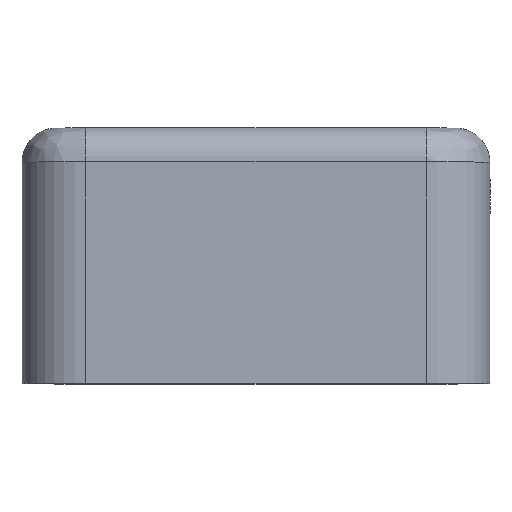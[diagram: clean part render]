
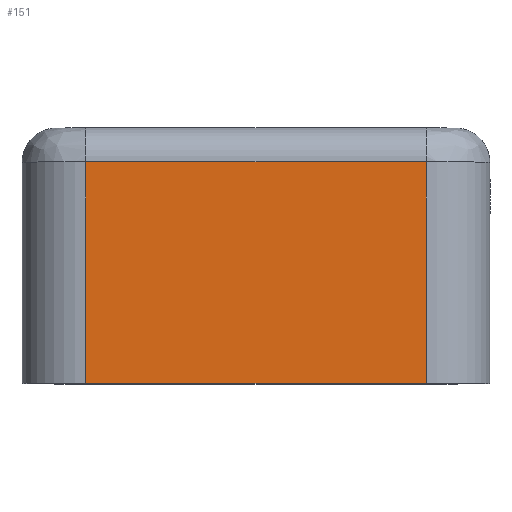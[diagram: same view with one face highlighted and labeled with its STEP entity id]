
A CAD part, top view. The second image highlights one B-rep face of the part: STEP entity #151.
In plain terms, the highlighted planar face has unit normal (0, 0, 1).
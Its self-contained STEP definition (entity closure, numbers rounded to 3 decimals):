
#151 = ADVANCED_FACE( 'NONE', ( #337 ), #338, .T. );
#337 = FACE_OUTER_BOUND( '', #594, .T. );
#338 = PLANE( '', #595 );
#594 = EDGE_LOOP( '', ( #1054, #1055, #1056, #1057 ) );
#595 = AXIS2_PLACEMENT_3D( '', #1058, #1059, #1060 );
#1054 = ORIENTED_EDGE( '', *, *, #1502, .T. );
#1055 = ORIENTED_EDGE( '', *, *, #1503, .F. );
#1056 = ORIENTED_EDGE( '', *, *, #1405, .F. );
#1057 = ORIENTED_EDGE( '', *, *, #1499, .T. );
#1058 = CARTESIAN_POINT( '', ( -4., 0., 5.5 ) );
#1059 = DIRECTION( '', ( 0., 0., 1. ) );
#1060 = DIRECTION( '', ( 1., 0., 0. ) );
#1405 = EDGE_CURVE( 'NONE', #1699, #1700, #1701, .T. );
#1499 = EDGE_CURVE( 'NONE', #1699, #1835, #1837, .T. );
#1502 = EDGE_CURVE( 'NONE', #1835, #1840, #1841, .T. );
#1503 = EDGE_CURVE( 'NONE', #1700, #1840, #1842, .T. );
#1699 = VERTEX_POINT( 'NONE', #2077 );
#1700 = VERTEX_POINT( 'NONE', #2078 );
#1701 = LINE( '', #2079, #2080 );
#1835 = VERTEX_POINT( 'NONE', #2247 );
#1837 = LINE( '', #2249, #2250 );
#1840 = VERTEX_POINT( 'NONE', #2253 );
#1841 = LINE( '', #2254, #2255 );
#1842 = LINE( '', #2256, #2257 );
#2077 = CARTESIAN_POINT( '', ( -4., -0.8, 5.5 ) );
#2078 = CARTESIAN_POINT( '', ( 4., -0.8, 5.5 ) );
#2079 = CARTESIAN_POINT( '', ( -4., -0.8, 5.5 ) );
#2080 = VECTOR( '', #2457, 1000. );
#2247 = CARTESIAN_POINT( '', ( -4., -6., 5.5 ) );
#2249 = CARTESIAN_POINT( '', ( -4., 0., 5.5 ) );
#2250 = VECTOR( '', #2611, 1000. );
#2253 = CARTESIAN_POINT( '', ( 4., -6., 5.5 ) );
#2254 = CARTESIAN_POINT( '', ( -4., -6., 5.5 ) );
#2255 = VECTOR( '', #2615, 1000. );
#2256 = CARTESIAN_POINT( '', ( 4., 0., 5.5 ) );
#2257 = VECTOR( '', #2616, 1000. );
#2457 = DIRECTION( '', ( 1., 0., 0. ) );
#2611 = DIRECTION( '', ( 0., -1., 0. ) );
#2615 = DIRECTION( '', ( 1., 0., 0. ) );
#2616 = DIRECTION( '', ( 0., -1., 0. ) );
